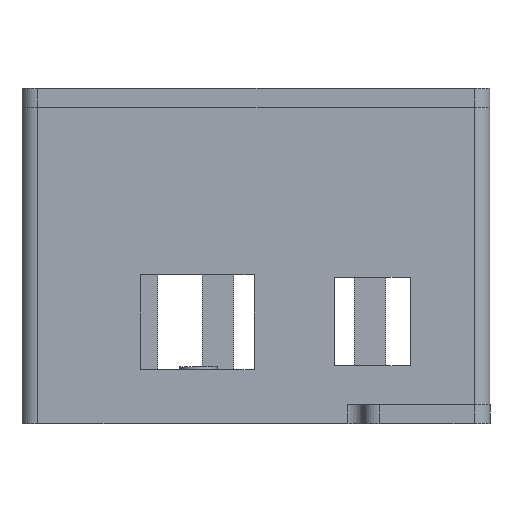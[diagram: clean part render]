
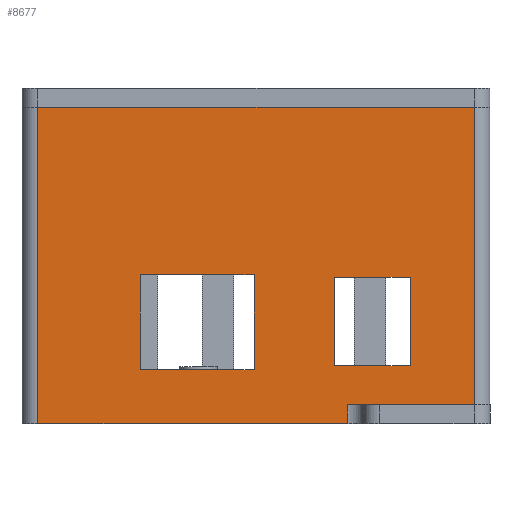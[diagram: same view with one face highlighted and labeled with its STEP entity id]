
A CAD part, left-side view. The second image highlights one B-rep face of the part: STEP entity #8677.
In plain terms, the highlighted planar face has unit normal (-1, 0, 0).
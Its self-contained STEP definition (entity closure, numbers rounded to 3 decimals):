
#29=FACE_BOUND('',#817,.T.);
#30=FACE_BOUND('',#818,.T.);
#369=FACE_OUTER_BOUND('',#816,.T.);
#816=EDGE_LOOP('',(#5967,#5968,#5969,#5970,#5971,#5972));
#817=EDGE_LOOP('',(#5973,#5974,#5975,#5976));
#818=EDGE_LOOP('',(#5977,#5978,#5979,#5980));
#1419=LINE('',#11985,#2569);
#1422=LINE('',#11991,#2572);
#1425=LINE('',#11997,#2575);
#1428=LINE('',#12001,#2578);
#1431=LINE('',#12009,#2581);
#1434=LINE('',#12015,#2584);
#1437=LINE('',#12021,#2587);
#1440=LINE('',#12025,#2590);
#1449=LINE('',#12051,#2599);
#1464=LINE('',#12133,#2614);
#1473=LINE('',#12160,#2623);
#1474=LINE('',#12163,#2624);
#1475=LINE('',#12165,#2625);
#1476=LINE('',#12166,#2626);
#2569=VECTOR('',#9733,10.);
#2572=VECTOR('',#9738,10.);
#2575=VECTOR('',#9743,10.);
#2578=VECTOR('',#9748,10.);
#2581=VECTOR('',#9753,10.);
#2584=VECTOR('',#9758,10.);
#2587=VECTOR('',#9763,10.);
#2590=VECTOR('',#9768,10.);
#2599=VECTOR('',#9789,10.);
#2614=VECTOR('',#9864,10.);
#2623=VECTOR('',#9891,10.);
#2624=VECTOR('',#9896,10.);
#2625=VECTOR('',#9897,10.);
#2626=VECTOR('',#9898,10.);
#3699=VERTEX_POINT('',#11982);
#3700=VERTEX_POINT('',#11984);
#3702=VERTEX_POINT('',#11990);
#3704=VERTEX_POINT('',#11996);
#3707=VERTEX_POINT('',#12006);
#3708=VERTEX_POINT('',#12008);
#3710=VERTEX_POINT('',#12014);
#3712=VERTEX_POINT('',#12020);
#3722=VERTEX_POINT('',#12048);
#3723=VERTEX_POINT('',#12050);
#3759=VERTEX_POINT('',#12130);
#3760=VERTEX_POINT('',#12132);
#3769=VERTEX_POINT('',#12159);
#3770=VERTEX_POINT('',#12164);
#4555=EDGE_CURVE('',#3700,#3699,#1419,.T.);
#4558=EDGE_CURVE('',#3702,#3700,#1422,.T.);
#4561=EDGE_CURVE('',#3704,#3702,#1425,.T.);
#4564=EDGE_CURVE('',#3699,#3704,#1428,.T.);
#4567=EDGE_CURVE('',#3708,#3707,#1431,.T.);
#4570=EDGE_CURVE('',#3710,#3708,#1434,.T.);
#4573=EDGE_CURVE('',#3712,#3710,#1437,.T.);
#4576=EDGE_CURVE('',#3707,#3712,#1440,.T.);
#4588=EDGE_CURVE('',#3722,#3723,#1449,.T.);
#4629=EDGE_CURVE('',#3760,#3759,#1464,.T.);
#4643=EDGE_CURVE('',#3723,#3769,#1473,.T.);
#4645=EDGE_CURVE('',#3760,#3722,#1474,.T.);
#4646=EDGE_CURVE('',#3770,#3759,#1475,.T.);
#4647=EDGE_CURVE('',#3769,#3770,#1476,.T.);
#5967=ORIENTED_EDGE('',*,*,#4643,.F.);
#5968=ORIENTED_EDGE('',*,*,#4588,.F.);
#5969=ORIENTED_EDGE('',*,*,#4645,.F.);
#5970=ORIENTED_EDGE('',*,*,#4629,.T.);
#5971=ORIENTED_EDGE('',*,*,#4646,.F.);
#5972=ORIENTED_EDGE('',*,*,#4647,.F.);
#5973=ORIENTED_EDGE('',*,*,#4561,.T.);
#5974=ORIENTED_EDGE('',*,*,#4558,.T.);
#5975=ORIENTED_EDGE('',*,*,#4555,.T.);
#5976=ORIENTED_EDGE('',*,*,#4564,.T.);
#5977=ORIENTED_EDGE('',*,*,#4573,.T.);
#5978=ORIENTED_EDGE('',*,*,#4570,.T.);
#5979=ORIENTED_EDGE('',*,*,#4567,.T.);
#5980=ORIENTED_EDGE('',*,*,#4576,.T.);
#8288=PLANE('',#9162);
#8677=ADVANCED_FACE('',(#369,#29,#30),#8288,.T.);
#9162=AXIS2_PLACEMENT_3D('',#12162,#9894,#9895);
#9733=DIRECTION('',(0.,1.,0.));
#9738=DIRECTION('',(0.,0.,-1.));
#9743=DIRECTION('',(0.,-1.,0.));
#9748=DIRECTION('',(0.,0.,1.));
#9753=DIRECTION('',(0.,1.,0.));
#9758=DIRECTION('',(0.,0.,-1.));
#9763=DIRECTION('',(0.,-1.,0.));
#9768=DIRECTION('',(0.,0.,1.));
#9789=DIRECTION('',(0.,-1.,0.));
#9864=DIRECTION('',(0.,-1.,0.));
#9891=DIRECTION('',(0.,0.,-1.));
#9894=DIRECTION('center_axis',(-1.,0.,0.));
#9895=DIRECTION('ref_axis',(0.,-1.,0.));
#9896=DIRECTION('',(0.,0.,1.));
#9897=DIRECTION('',(0.,0.,-1.));
#9898=DIRECTION('',(0.,1.,0.));
#11982=CARTESIAN_POINT('',(-44.5,18.305,8.55));
#11984=CARTESIAN_POINT('',(-44.5,0.305,8.55));
#11985=CARTESIAN_POINT('',(-44.5,18.652,8.55));
#11990=CARTESIAN_POINT('',(-44.5,0.305,23.55));
#11991=CARTESIAN_POINT('',(-44.5,0.305,11.775));
#11996=CARTESIAN_POINT('',(-44.5,18.305,23.55));
#11997=CARTESIAN_POINT('',(-44.5,27.652,23.55));
#12001=CARTESIAN_POINT('',(-44.5,18.305,4.275));
#12006=CARTESIAN_POINT('',(-44.5,-12.385,9.15));
#12008=CARTESIAN_POINT('',(-44.5,-24.385,9.15));
#12009=CARTESIAN_POINT('',(-44.5,6.308,9.15));
#12014=CARTESIAN_POINT('',(-44.5,-24.385,23.15));
#12015=CARTESIAN_POINT('',(-44.5,-24.385,11.575));
#12020=CARTESIAN_POINT('',(-44.5,-12.385,23.15));
#12021=CARTESIAN_POINT('',(-44.5,12.308,23.15));
#12025=CARTESIAN_POINT('',(-44.5,-12.385,4.575));
#12048=CARTESIAN_POINT('',(-44.5,34.5,50.));
#12050=CARTESIAN_POINT('',(-44.5,-34.5,50.));
#12051=CARTESIAN_POINT('',(-44.5,37.,50.));
#12130=CARTESIAN_POINT('',(-44.5,-14.5,0.));
#12132=CARTESIAN_POINT('',(-44.5,34.5,0.));
#12133=CARTESIAN_POINT('',(-44.5,37.,0.));
#12159=CARTESIAN_POINT('',(-44.5,-34.5,3.));
#12160=CARTESIAN_POINT('',(-44.5,-34.5,0.));
#12162=CARTESIAN_POINT('Origin',(-44.5,37.,0.));
#12163=CARTESIAN_POINT('',(-44.5,34.5,0.));
#12164=CARTESIAN_POINT('',(-44.5,-14.5,3.));
#12165=CARTESIAN_POINT('',(-44.5,-14.5,0.));
#12166=CARTESIAN_POINT('',(-44.5,-17.,3.));
